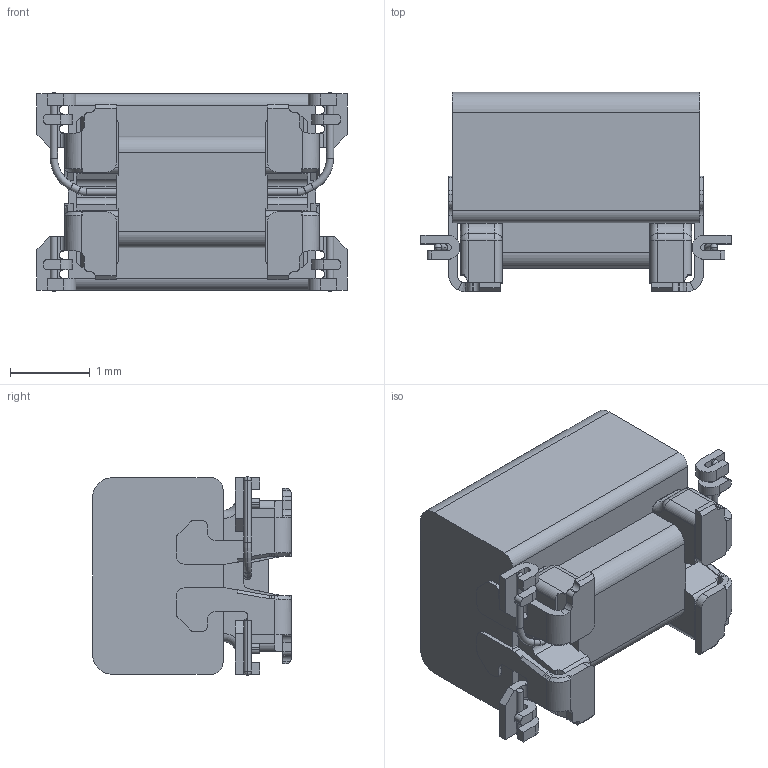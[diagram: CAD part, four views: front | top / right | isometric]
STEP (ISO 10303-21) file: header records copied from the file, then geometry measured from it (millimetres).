
FILE_DESCRIPTION (( 'STEP AP214' ), '1' );
FILE_NAME ('ADM32FSC-100M.STEP', '2022-03-03T17:30:06', ( '' ), ( '' ), 'SwSTEP 2.0', 'SolidWorks 2017', '' );
FILE_SCHEMA (( 'AUTOMOTIVE_DESIGN' ));
Length unit declared in the file: millimetre
Products named in the file (1): ADM32FSC-100M
Bounding box: 3.9 x 2.5 x 2.5 mm (x, y, z)
Volume: 15.7 mm3; surface area: 56.2 mm2
Topology: 12 solids, 12 shells, 465 faces, 1217 edges, 761 vertices
Faces by surface type: plane 239, cylinder 158, bspline 28, torus 16, sphere 16, cone 8
Entity records: 15220 total; most frequent: CARTESIAN_POINT 3788, ORIENTED_EDGE 2386, DIRECTION 2333, EDGE_CURVE 1193, AXIS2_PLACEMENT_3D 790, VERTEX_POINT 753, LINE 753, VECTOR 753
